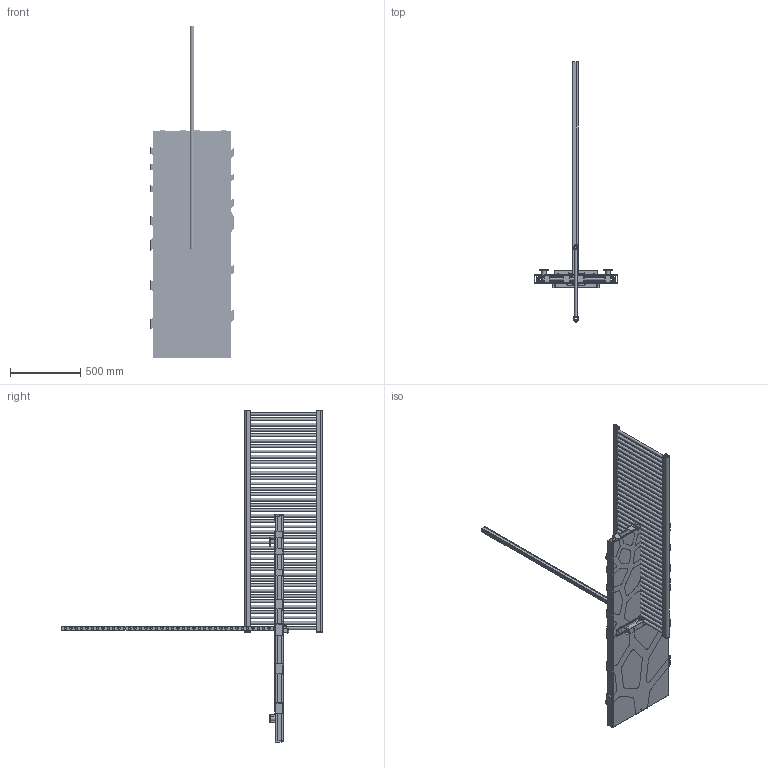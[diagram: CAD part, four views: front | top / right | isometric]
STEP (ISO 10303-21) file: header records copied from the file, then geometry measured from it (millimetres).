
FILE_DESCRIPTION( ( 'Unknown' ), '1' );
FILE_NAME( 'CORAL.stp', 'Unknown', ( 'Unknown' ), ( 'Unknown' ), 'PSStep 10.1', 'Unknown', ' ' );
FILE_SCHEMA( ( 'AUTOMOTIVE_DESIGN { 1 0 10303 214 1 1 1 1 }' ) );
Length unit declared in the file: millimetre
Products named in the file (21): AD-WALL; Mocowanie Szerokie L40; Assem1; kolektor AD-WALL; mufka; zaslepka_AD; rurka 500; MOCOWANIE SZEROKIE L40-01; MOCOWANIE FASOLKA; MOCOWANIE TALERZYK; os³ona wzór; plyta glówna; sruba_M6x20; p³askownik 60; p³askownik 60 2; element dociskaj¹cy; p³askownik 60 3; puszka metalowa gr 1mm 20szt; zasilacz; MOCOWANIE WALL  L40-01; Wkrêt M4x15
Bounding box: 590 x 1847 x 2355.5 mm (x, y, z)
Volume: 11780263.8 mm3; surface area: 13866098.1 mm2
Topology: 153 solids, 153 shells, 2638 faces, 6994 edges, 4639 vertices
Faces by surface type: plane 1123, cylinder 1042, cone 429, torus 28, bspline 16
Full cylindrical faces by diameter (mm): 3 x8, 4 x8, 4.917 x24, 5 x22, 6 x5, 6.5 x4, 6.647 x8, 8 x5, 9 x5, 17.5 x205, 17.6 x83, 18.631 x9, 19 x5, 20 x88, 22 x6, 22.7 x6, 23 x6, 25 x14, 29 x6, 29.2 x6, 30 x6, 60 x6
Entity records: 30457 total; most frequent: CARTESIAN_POINT 5235, DIRECTION 4077, ORIENTED_EDGE 3814, EDGE_CURVE 1907, AXIS2_PLACEMENT_3D 1456, VERTEX_POINT 1328, LINE 1165, VECTOR 1165
